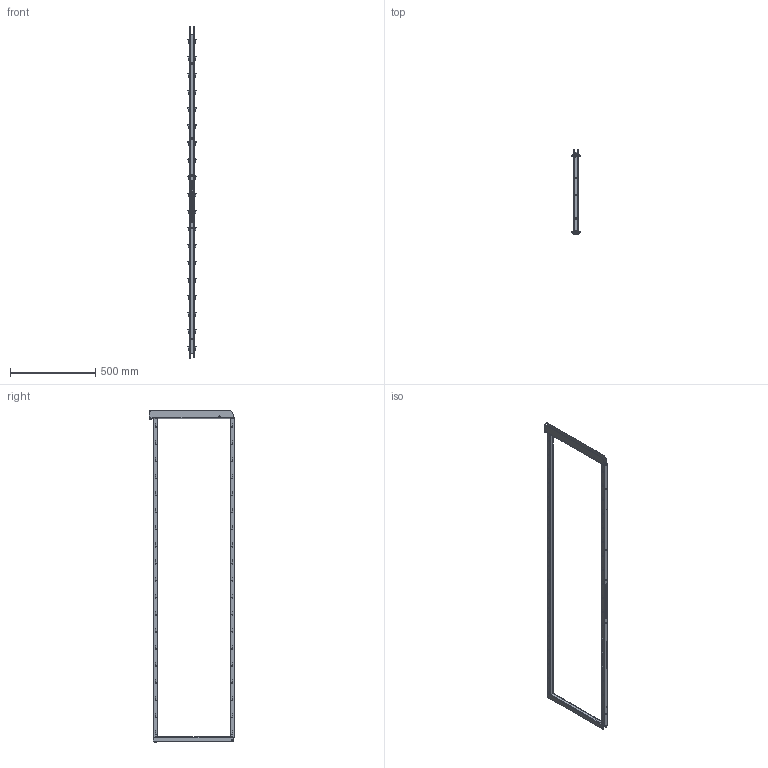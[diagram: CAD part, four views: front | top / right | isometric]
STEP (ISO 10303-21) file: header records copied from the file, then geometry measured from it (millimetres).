
FILE_DESCRIPTION(/* description */ (''),/* implementation_level */ '2;1');
FILE_NAME(/* name */ '3D_100-0598-XX.sat.ipt.stp',/* time_stamp */ '2023-05-08T11:53:41+02:00',/* author */ (''),/* organization */ (''),/* preprocessor_version */ 'ST-DEVELOPER v18.1',/* originating_system */ 'Autodesk Inventor 2021',/* authorisation */ '');
FILE_SCHEMA (('CONFIG_CONTROL_DESIGN'));
Products named in the file (1): 3D_100-0598-XX.sat
Bounding box: 48.67 x 498.51 x 1945.01 mm (x, y, z)
Volume: 1072679.3 mm3; surface area: 858956 mm2
Topology: 1 solids, 1 shells, 1419 faces, 3197 edges, 1928 vertices
Faces by surface type: cylinder 536, plane 368, torus 228, cone 152, bspline 135
Full cylindrical faces by diameter (mm): 8 x2, 10 x2
Entity records: 54511 total; most frequent: CARTESIAN_POINT 21185, DIRECTION 6914, ORIENTED_EDGE 6394, EDGE_CURVE 3197, AXIS2_PLACEMENT_3D 2790, VERTEX_POINT 1928, EDGE_LOOP 1639, CIRCLE 1501
